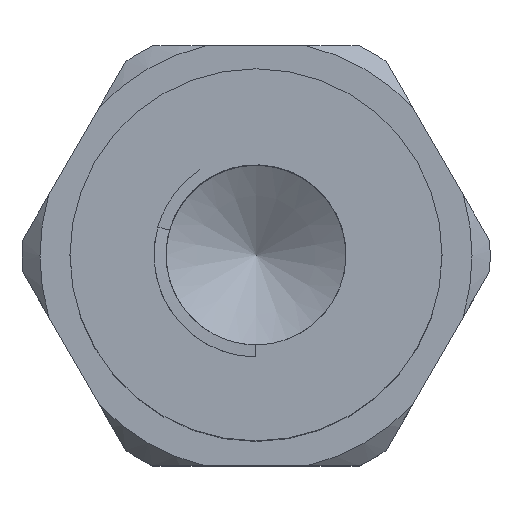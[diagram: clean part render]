
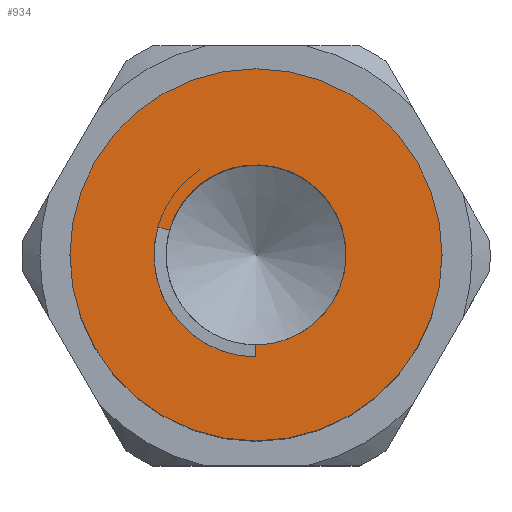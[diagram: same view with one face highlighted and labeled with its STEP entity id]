
A CAD part, top view. The second image highlights one B-rep face of the part: STEP entity #934.
In plain terms, the highlighted planar face has unit normal (0, 0, 1).
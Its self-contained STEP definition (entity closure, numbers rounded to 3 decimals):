
#54=FACE_BOUND($,#167,.T.);
#76=PLANE($,#998);
#111=FACE_OUTER_BOUND($,#166,.T.);
#166=EDGE_LOOP($,(#661));
#167=EDGE_LOOP($,(#662,#663,#664,#665));
#231=LINE($,#6298,#266);
#266=VECTOR($,#1126,1.);
#316=B_SPLINE_CURVE_WITH_KNOTS($,3,(#5766,#5767,#5768,#5769,#5770,#5771),
 .UNSPECIFIED.,.F.,.F.,(4,2,4),(0.,0.05,0.1),
 .UNSPECIFIED.);
#327=CIRCLE($,#995,8.5);
#328=CIRCLE($,#999,15.5);
#329=CIRCLE($,#1000,7.5);
#389=VERTEX_POINT($,#5375);
#390=VERTEX_POINT($,#5376);
#394=VERTEX_POINT($,#5765);
#398=VERTEX_POINT($,#6297);
#399=VERTEX_POINT($,#6301);
#490=EDGE_CURVE($,#389,#390,#327,.T.);
#495=EDGE_CURVE($,#390,#394,#316,.T.);
#502=EDGE_CURVE($,#398,#389,#231,.T.);
#504=EDGE_CURVE($,#399,#399,#328,.T.);
#505=EDGE_CURVE($,#394,#398,#329,.T.);
#661=ORIENTED_EDGE($,*,*,#504,.F.);
#662=ORIENTED_EDGE($,*,*,#502,.T.);
#663=ORIENTED_EDGE($,*,*,#490,.T.);
#664=ORIENTED_EDGE($,*,*,#495,.T.);
#665=ORIENTED_EDGE($,*,*,#505,.T.);
#934=ADVANCED_FACE($,(#111,#54),#76,.F.);
#995=AXIS2_PLACEMENT_3D($,#5377,#1114,#1115);
#998=AXIS2_PLACEMENT_3D($,#6300,#1128,#1129);
#999=AXIS2_PLACEMENT_3D($,#6302,#1130,#1131);
#1000=AXIS2_PLACEMENT_3D($,#6303,#1132,#1133);
#1114=DIRECTION('center_axis',(0.,0.,-1.));
#1115=DIRECTION('ref_axis',(0.,-1.,0.));
#1126=DIRECTION($,(0.,-1.,0.));
#1128=DIRECTION('center_axis',(0.,0.,-1.));
#1129=DIRECTION('ref_axis',(-1.,0.,0.));
#1130=DIRECTION('center_axis',(0.,0.,-1.));
#1131=DIRECTION('ref_axis',(-1.,0.,0.));
#1132=DIRECTION('center_axis',(0.,0.,-1.));
#1133=DIRECTION('ref_axis',(1.,0.,0.));
#5375=CARTESIAN_POINT('',(0.,-8.5,0.));
#5376=CARTESIAN_POINT('',(-8.176,2.326,0.));
#5377=CARTESIAN_POINT('Origin',(0.,0.,0.));
#5765=CARTESIAN_POINT('',(-7.214,2.052,0.));
#5766=CARTESIAN_POINT('Ctrl Pts',(-8.176,2.326,0.));
#5767=CARTESIAN_POINT('Ctrl Pts',(-8.015,2.281,0.));
#5768=CARTESIAN_POINT('Ctrl Pts',(-7.855,2.235,0.));
#5769=CARTESIAN_POINT('Ctrl Pts',(-7.534,2.144,0.));
#5770=CARTESIAN_POINT('Ctrl Pts',(-7.374,2.098,0.));
#5771=CARTESIAN_POINT('Ctrl Pts',(-7.214,2.052,0.));
#6297=CARTESIAN_POINT('',(0.,-7.5,0.));
#6298=CARTESIAN_POINT($,(0.,-4.,0.));
#6300=CARTESIAN_POINT('Origin',(0.,0.,0.));
#6301=CARTESIAN_POINT('',(15.5,0.,0.));
#6302=CARTESIAN_POINT('Origin',(0.,0.,0.));
#6303=CARTESIAN_POINT('Origin',(0.,0.,0.));
